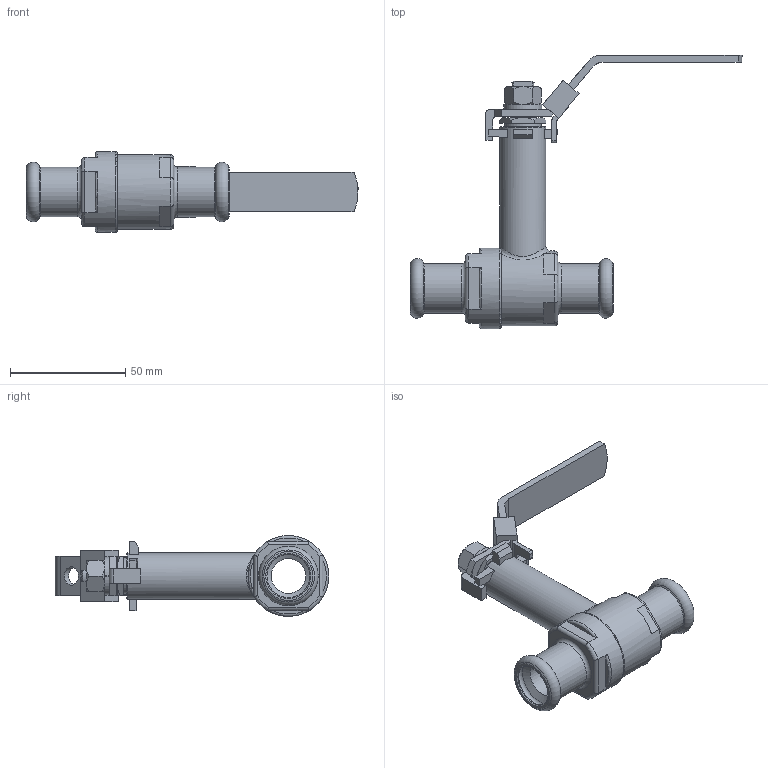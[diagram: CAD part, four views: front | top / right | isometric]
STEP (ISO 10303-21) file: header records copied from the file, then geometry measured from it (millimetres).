
FILE_DESCRIPTION(/* description */ ('Unknown'),/* implementation_level */ '2;1');
FILE_NAME(/* name */ 'R-621-SP-DN15',/* time_stamp */ '2024-05-15T13:10:49+08:00',/* author */ ('Unknown'),/* organization */ ('Unknown'),/* preprocessor_version */ 'ST-DEVELOPER v16.7',/* originating_system */ 'DEX',/* authorisation */ $);
FILE_SCHEMA (('AUTOMOTIVE_DESIGN {1 0 10303 214 3 1 1}'));
Length unit declared in the file: millimetre
Products named in the file (2): R-621-SP-DN15; V-2ASH DN15
Assembly tree (1 placements, depth 2):
  R-621-SP-DN15
    V-2ASH DN15
Bounding box: 143.83 x 118.5 x 35 mm (x, y, z)
Volume: 64007.2 mm3; surface area: 24850.6 mm2
Topology: 1 solids, 1 shells, 215 faces, 571 edges, 360 vertices
Faces by surface type: plane 114, cylinder 47, cone 28, torus 24, bspline 2
Full cylindrical faces by diameter (mm): 2 x1, 8 x1, 9.8 x1, 10.5 x1, 15 x1, 15.9 x1, 18.6 x2, 20 x1, 21.4 x2, 35 x1
Entity records: 6919 total; most frequent: CARTESIAN_POINT 1773, ORIENTED_EDGE 1052, DIRECTION 1030, EDGE_CURVE 526, AXIS2_PLACEMENT_3D 373, VERTEX_POINT 348, LINE 284, VECTOR 284
